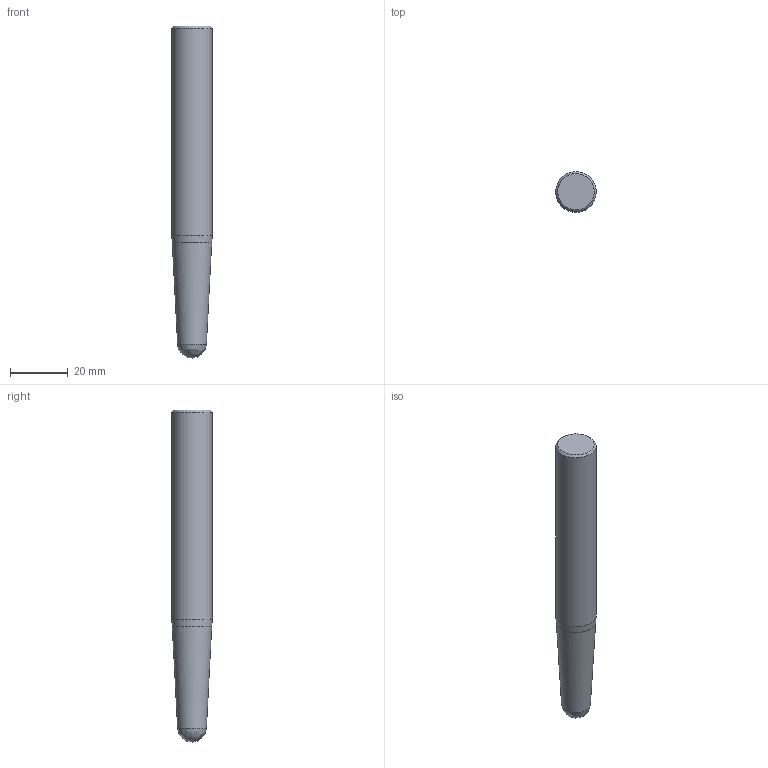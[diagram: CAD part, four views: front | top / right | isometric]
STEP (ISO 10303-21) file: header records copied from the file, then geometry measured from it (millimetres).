
FILE_DESCRIPTION(('3-D model version:1'), '1');
FILE_NAME('R216.54-10040RAL40G 1620', '2016-02-08T16:15:58', ('InteractiveCad'), ('AB Sandvik Coromant'), 'HarmonyWare STEP v2.0.3-dev Express v1.1.1.dev.0', 'T3D tool generator', 'Unknown');
FILE_SCHEMA(('AUTOMOTIVE_DESIGN'));
Length unit declared in the file: millimetre
Products named in the file (1): NONE
Bounding box: 14 x 14 x 115 mm (x, y, z)
Volume: 15728.8 mm3; surface area: 5198.8 mm2
Topology: 2 solids, 2 shells, 8 faces, 16 edges, 15 vertices
Faces by surface type: bspline 5, plane 3
Entity records: 359 total; most frequent: CARTESIAN_POINT 186, ORIENTED_EDGE 22, DIRECTION 12, EDGE_CURVE 11, PRESENTATION_STYLE_ASSIGNMENT 9, COLOUR_RGB 9, STYLED_ITEM 9, ADVANCED_FACE 8
